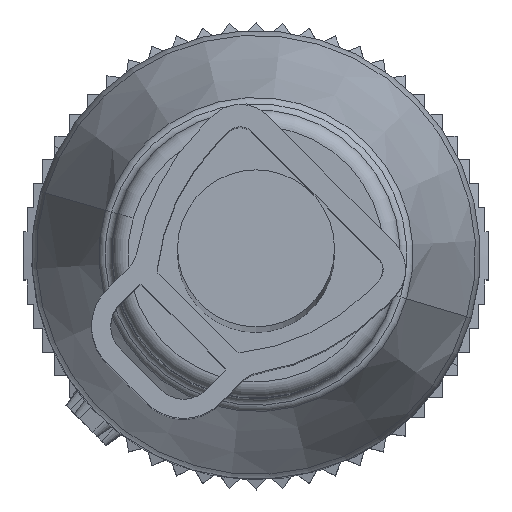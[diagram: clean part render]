
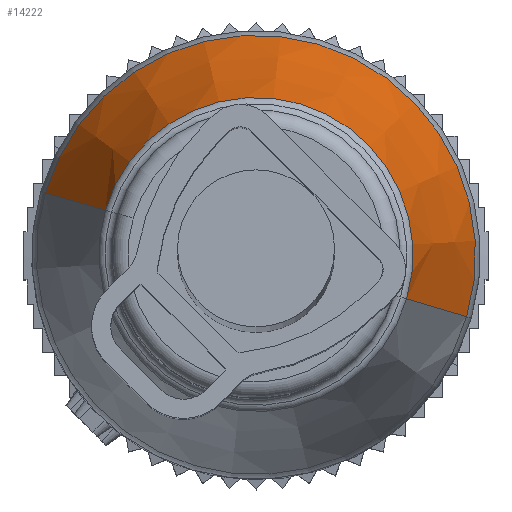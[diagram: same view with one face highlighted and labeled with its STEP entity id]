
A CAD part, top view. The second image highlights one B-rep face of the part: STEP entity #14222.
In plain terms, the highlighted conical face has half-angle 18 degrees and reference radius 4.9 mm.
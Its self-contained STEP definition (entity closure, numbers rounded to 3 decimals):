
#14135=AXIS2_PLACEMENT_3D('Cone Axis2P3D',#14132,#14133,#14134) ;
#14165=AXIS2_PLACEMENT_3D('Circle Axis2P3D',#14163,#14164,$) ;
#14213=AXIS2_PLACEMENT_3D('Circle Axis2P3D',#14211,#14212,$) ;
#14101=CARTESIAN_POINT('Vertex',(0.685,9.229,30.911)) ;
#14103=CARTESIAN_POINT('Vertex',(13.837,5.371,30.911)) ;
#14132=CARTESIAN_POINT('Axis2P3D Location',(7.261,7.3,36.922)) ;
#14141=CARTESIAN_POINT('Vertex',(2.56,8.68,36.922)) ;
#14143=CARTESIAN_POINT('Vertex',(11.963,5.92,36.922)) ;
#14146=CARTESIAN_POINT('Line Origine',(1.622,8.954,33.916)) ;
#14151=CARTESIAN_POINT('Line Origine',(12.9,5.646,33.916)) ;
#14163=CARTESIAN_POINT('Axis2P3D Location',(7.261,7.3,30.911)) ;
#14211=CARTESIAN_POINT('Axis2P3D Location',(7.261,7.3,36.922)) ;
#14133=DIRECTION('Axis2P3D Direction',(0.,0.,-1.)) ;
#14134=DIRECTION('Axis2P3D XDirection',(-0.96,0.282,0.)) ;
#14147=DIRECTION('Vector Direction',(-0.297,0.087,-0.951)) ;
#14152=DIRECTION('Vector Direction',(0.297,-0.087,-0.951)) ;
#14164=DIRECTION('Axis2P3D Direction',(0.,0.,1.)) ;
#14212=DIRECTION('Axis2P3D Direction',(0.,0.,-1.)) ;
#14148=VECTOR('Line Direction',#14147,1.) ;
#14153=VECTOR('Line Direction',#14152,1.) ;
#14217=ORIENTED_EDGE('',*,*,#14215,.F.) ;
#14218=ORIENTED_EDGE('',*,*,#14155,.T.) ;
#14219=ORIENTED_EDGE('',*,*,#14167,.T.) ;
#14220=ORIENTED_EDGE('',*,*,#14150,.F.) ;
#14222=ADVANCED_FACE('48360_SAIL-M12G-3-XXX.1\\33026_SAIL_GF_M12.1\\K\X2\00F6\X0\rper.2',(#14221),#14136,.T.) ;
#14166=CIRCLE('generated circle',#14165,6.853) ;
#14214=CIRCLE('generated circle',#14213,4.9) ;
#14136=CONICAL_SURFACE('Cone',#14135,4.9,0.314) ;
#14150=EDGE_CURVE('',#14142,#14102,#14149,.T.) ;
#14155=EDGE_CURVE('',#14144,#14104,#14154,.T.) ;
#14167=EDGE_CURVE('',#14104,#14102,#14166,.T.) ;
#14215=EDGE_CURVE('',#14144,#14142,#14214,.F.) ;
#14216=EDGE_LOOP('',(#14217,#14218,#14219,#14220)) ;
#14221=FACE_OUTER_BOUND('',#14216,.T.) ;
#14149=LINE('Line',#14146,#14148) ;
#14154=LINE('Line',#14151,#14153) ;
#14102=VERTEX_POINT('',#14101) ;
#14104=VERTEX_POINT('',#14103) ;
#14142=VERTEX_POINT('',#14141) ;
#14144=VERTEX_POINT('',#14143) ;
